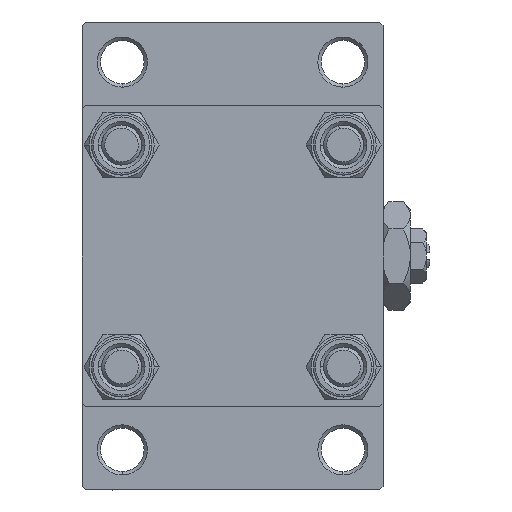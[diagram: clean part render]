
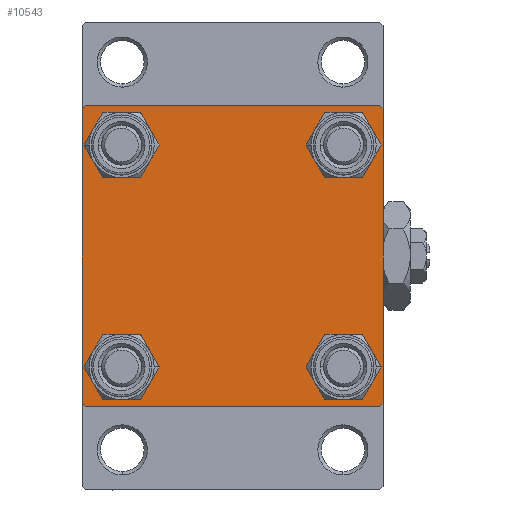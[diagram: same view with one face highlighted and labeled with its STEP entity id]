
A CAD part, left-side view. The second image highlights one B-rep face of the part: STEP entity #10543.
In plain terms, the highlighted planar face has unit normal (-1, 0, 0).
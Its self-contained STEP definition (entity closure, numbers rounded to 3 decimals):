
#174 = DIRECTION ( 'NONE',  ( 1., 0., 0. ) ) ;
#193 = CARTESIAN_POINT ( 'NONE',  ( 0., -22.5, -22. ) ) ;
#198 = CARTESIAN_POINT ( 'NONE',  ( 0., -16.6, -16.6 ) ) ;
#1084 = DIRECTION ( 'NONE',  ( 0., 0., 1. ) ) ;
#1121 = EDGE_LOOP ( 'NONE', ( #12516, #9748 ) ) ;
#2223 = VERTEX_POINT ( 'NONE', #21090 ) ;
#2381 = EDGE_CURVE ( 'NONE', #3816, #21177, #11663, .T. ) ;
#2444 = ORIENTED_EDGE ( 'NONE', *, *, #22529, .T. ) ;
#2612 = CIRCLE ( 'NONE', #31979, 3.5 ) ;
#2635 = FACE_BOUND ( 'NONE', #43605, .T. ) ;
#2666 = EDGE_CURVE ( 'NONE', #30725, #7930, #12829, .T. ) ;
#3162 = VERTEX_POINT ( 'NONE', #43302 ) ;
#3383 = DIRECTION ( 'NONE',  ( 0., 0., -1. ) ) ;
#3613 = CIRCLE ( 'NONE', #29775, 3.5 ) ;
#3638 = DIRECTION ( 'NONE',  ( 0., -1., 0. ) ) ;
#3696 = CARTESIAN_POINT ( 'NONE',  ( 0., 16.6, -16.6 ) ) ;
#3816 = VERTEX_POINT ( 'NONE', #27457 ) ;
#4402 = DIRECTION ( 'NONE',  ( 1., 0., 0. ) ) ;
#4584 = CARTESIAN_POINT ( 'NONE',  ( 0., -22., -22.5 ) ) ;
#4897 = AXIS2_PLACEMENT_3D ( 'NONE', #30232, #33718, #48842 ) ;
#5327 = CARTESIAN_POINT ( 'NONE',  ( 0., -22., 22.5 ) ) ;
#5385 = CARTESIAN_POINT ( 'NONE',  ( 0., 0., 0. ) ) ;
#5388 = ORIENTED_EDGE ( 'NONE', *, *, #42161, .T. ) ;
#6190 = EDGE_CURVE ( 'NONE', #16566, #2223, #2612, .T. ) ;
#6657 = EDGE_CURVE ( 'NONE', #16667, #37466, #33698, .T. ) ;
#7451 = EDGE_CURVE ( 'NONE', #29464, #17777, #22308, .T. ) ;
#7727 = LINE ( 'NONE', #41511, #35363 ) ;
#7734 = VERTEX_POINT ( 'NONE', #28503 ) ;
#7930 = VERTEX_POINT ( 'NONE', #13975 ) ;
#8610 = DIRECTION ( 'NONE',  ( 0., 0., 1. ) ) ;
#9000 = DIRECTION ( 'NONE',  ( 1., 0., 0. ) ) ;
#9748 = ORIENTED_EDGE ( 'NONE', *, *, #11209, .T. ) ;
#10543 = ADVANCED_FACE ( 'NONE', ( #20748, #2635, #31727, #47577, #24739 ), #24265, .T. ) ;
#11025 = CARTESIAN_POINT ( 'NONE',  ( 0., 22.25, 22.25 ) ) ;
#11104 = EDGE_LOOP ( 'NONE', ( #17045, #5388 ) ) ;
#11209 = EDGE_CURVE ( 'NONE', #2223, #16566, #3613, .T. ) ;
#11442 = EDGE_CURVE ( 'NONE', #26685, #7734, #38391, .T. ) ;
#11663 = LINE ( 'NONE', #31036, #38970 ) ;
#12034 = ORIENTED_EDGE ( 'NONE', *, *, #38417, .T. ) ;
#12090 = ORIENTED_EDGE ( 'NONE', *, *, #31342, .T. ) ;
#12429 = AXIS2_PLACEMENT_3D ( 'NONE', #18676, #30866, #38555 ) ;
#12516 = ORIENTED_EDGE ( 'NONE', *, *, #6190, .T. ) ;
#12767 = EDGE_CURVE ( 'NONE', #17777, #21177, #7727, .T. ) ;
#12829 = CIRCLE ( 'NONE', #4897, 3.5 ) ;
#13592 = CARTESIAN_POINT ( 'NONE',  ( 0., 22., -22.5 ) ) ;
#13975 = CARTESIAN_POINT ( 'NONE',  ( 0., -16.6, -20.1 ) ) ;
#14333 = ORIENTED_EDGE ( 'NONE', *, *, #12767, .T. ) ;
#15058 = CARTESIAN_POINT ( 'NONE',  ( 0., -16.6, 16.6 ) ) ;
#15321 = DIRECTION ( 'NONE',  ( 0., 0., 1. ) ) ;
#15444 = AXIS2_PLACEMENT_3D ( 'NONE', #5385, #39419, #17277 ) ;
#15724 = CARTESIAN_POINT ( 'NONE',  ( 0., 16.6, 16.6 ) ) ;
#15735 = CARTESIAN_POINT ( 'NONE',  ( 0., 16.6, -20.1 ) ) ;
#15748 = ORIENTED_EDGE ( 'NONE', *, *, #19599, .T. ) ;
#16317 = CARTESIAN_POINT ( 'NONE',  ( 0., 16.6, 20.1 ) ) ;
#16566 = VERTEX_POINT ( 'NONE', #16317 ) ;
#16667 = VERTEX_POINT ( 'NONE', #45093 ) ;
#16799 = CARTESIAN_POINT ( 'NONE',  ( 0., -16.6, -13.1 ) ) ;
#16812 = AXIS2_PLACEMENT_3D ( 'NONE', #3696, #18328, #25554 ) ;
#16848 = CARTESIAN_POINT ( 'NONE',  ( 0., 22.25, -22.25 ) ) ;
#16916 = VECTOR ( 'NONE', #3638, 1000. ) ;
#17045 = ORIENTED_EDGE ( 'NONE', *, *, #30465, .T. ) ;
#17277 = DIRECTION ( 'NONE',  ( 0., 0., 1. ) ) ;
#17777 = VERTEX_POINT ( 'NONE', #4584 ) ;
#18075 = VECTOR ( 'NONE', #29409, 1000. ) ;
#18328 = DIRECTION ( 'NONE',  ( 1., 0., 0. ) ) ;
#18676 = CARTESIAN_POINT ( 'NONE',  ( 0., 16.6, -16.6 ) ) ;
#19163 = AXIS2_PLACEMENT_3D ( 'NONE', #30983, #42389, #8610 ) ;
#19443 = VECTOR ( 'NONE', #26033, 1000. ) ;
#19599 = EDGE_CURVE ( 'NONE', #7930, #30725, #25153, .T. ) ;
#20006 = CIRCLE ( 'NONE', #16812, 3.5 ) ;
#20573 = LINE ( 'NONE', #16848, #19443 ) ;
#20735 = CIRCLE ( 'NONE', #19163, 3.5 ) ;
#20748 = FACE_BOUND ( 'NONE', #11104, .T. ) ;
#21044 = AXIS2_PLACEMENT_3D ( 'NONE', #15058, #174, #45357 ) ;
#21090 = CARTESIAN_POINT ( 'NONE',  ( 0., 16.6, 13.1 ) ) ;
#21177 = VERTEX_POINT ( 'NONE', #193 ) ;
#22308 = LINE ( 'NONE', #26054, #29630 ) ;
#22529 = EDGE_CURVE ( 'NONE', #3816, #37466, #35617, .T. ) ;
#22562 = DIRECTION ( 'NONE',  ( 0., -1., 0. ) ) ;
#23712 = VECTOR ( 'NONE', #31657, 1000. ) ;
#23788 = DIRECTION ( 'NONE',  ( 1., 0., 0. ) ) ;
#24265 = PLANE ( 'NONE',  #15444 ) ;
#24739 = FACE_OUTER_BOUND ( 'NONE', #33647, .T. ) ;
#25153 = CIRCLE ( 'NONE', #31524, 3.5 ) ;
#25554 = DIRECTION ( 'NONE',  ( 0., 0., 1. ) ) ;
#26033 = DIRECTION ( 'NONE',  ( 0., -0.707, -0.707 ) ) ;
#26054 = CARTESIAN_POINT ( 'NONE',  ( 0., 22.5, -22.5 ) ) ;
#26364 = DIRECTION ( 'NONE',  ( 0., -0.707, 0.707 ) ) ;
#26685 = VERTEX_POINT ( 'NONE', #43867 ) ;
#26955 = ORIENTED_EDGE ( 'NONE', *, *, #11442, .T. ) ;
#27047 = VERTEX_POINT ( 'NONE', #15735 ) ;
#27457 = CARTESIAN_POINT ( 'NONE',  ( 0., -22.5, 22. ) ) ;
#27518 = CARTESIAN_POINT ( 'NONE',  ( 0., 16.6, 16.6 ) ) ;
#27549 = DIRECTION ( 'NONE',  ( 0., 0., -1. ) ) ;
#28503 = CARTESIAN_POINT ( 'NONE',  ( 0., 22.5, -22. ) ) ;
#28839 = VERTEX_POINT ( 'NONE', #33585 ) ;
#28917 = LINE ( 'NONE', #11025, #18075 ) ;
#29409 = DIRECTION ( 'NONE',  ( 0., 0.707, -0.707 ) ) ;
#29464 = VERTEX_POINT ( 'NONE', #13592 ) ;
#29630 = VECTOR ( 'NONE', #22562, 1000. ) ;
#29775 = AXIS2_PLACEMENT_3D ( 'NONE', #27518, #23788, #38942 ) ;
#30221 = ORIENTED_EDGE ( 'NONE', *, *, #7451, .T. ) ;
#30232 = CARTESIAN_POINT ( 'NONE',  ( 0., -16.6, -16.6 ) ) ;
#30465 = EDGE_CURVE ( 'NONE', #28839, #45619, #20735, .T. ) ;
#30725 = VERTEX_POINT ( 'NONE', #16799 ) ;
#30866 = DIRECTION ( 'NONE',  ( 1., 0., 0. ) ) ;
#30983 = CARTESIAN_POINT ( 'NONE',  ( 0., -16.6, 16.6 ) ) ;
#31036 = CARTESIAN_POINT ( 'NONE',  ( 0., -22.5, 22.5 ) ) ;
#31342 = EDGE_CURVE ( 'NONE', #3162, #27047, #20006, .T. ) ;
#31524 = AXIS2_PLACEMENT_3D ( 'NONE', #198, #4402, #15321 ) ;
#31657 = DIRECTION ( 'NONE',  ( 0., 0.707, 0.707 ) ) ;
#31727 = FACE_BOUND ( 'NONE', #32705, .T. ) ;
#31979 = AXIS2_PLACEMENT_3D ( 'NONE', #15724, #9000, #1084 ) ;
#32705 = EDGE_LOOP ( 'NONE', ( #12090, #48570 ) ) ;
#33585 = CARTESIAN_POINT ( 'NONE',  ( 0., -16.6, 20.1 ) ) ;
#33647 = EDGE_LOOP ( 'NONE', ( #26955, #12034, #30221, #14333, #34384, #2444, #45650, #44553 ) ) ;
#33698 = LINE ( 'NONE', #48828, #16916 ) ;
#33718 = DIRECTION ( 'NONE',  ( 1., 0., 0. ) ) ;
#33752 = VECTOR ( 'NONE', #3383, 1000. ) ;
#34384 = ORIENTED_EDGE ( 'NONE', *, *, #2381, .F. ) ;
#35363 = VECTOR ( 'NONE', #26364, 1000. ) ;
#35617 = LINE ( 'NONE', #44021, #23712 ) ;
#37466 = VERTEX_POINT ( 'NONE', #5327 ) ;
#38391 = LINE ( 'NONE', #49054, #33752 ) ;
#38417 = EDGE_CURVE ( 'NONE', #7734, #29464, #20573, .T. ) ;
#38555 = DIRECTION ( 'NONE',  ( 0., 0., 1. ) ) ;
#38942 = DIRECTION ( 'NONE',  ( 0., 0., 1. ) ) ;
#38970 = VECTOR ( 'NONE', #27549, 1000. ) ;
#39419 = DIRECTION ( 'NONE',  ( -1., 0., 0. ) ) ;
#41511 = CARTESIAN_POINT ( 'NONE',  ( 0., -22.25, -22.25 ) ) ;
#41562 = ORIENTED_EDGE ( 'NONE', *, *, #2666, .T. ) ;
#42161 = EDGE_CURVE ( 'NONE', #45619, #28839, #43255, .T. ) ;
#42389 = DIRECTION ( 'NONE',  ( 1., 0., 0. ) ) ;
#43255 = CIRCLE ( 'NONE', #21044, 3.5 ) ;
#43302 = CARTESIAN_POINT ( 'NONE',  ( 0., 16.6, -13.1 ) ) ;
#43605 = EDGE_LOOP ( 'NONE', ( #41562, #15748 ) ) ;
#43867 = CARTESIAN_POINT ( 'NONE',  ( 0., 22.5, 22. ) ) ;
#44021 = CARTESIAN_POINT ( 'NONE',  ( 0., -22.25, 22.25 ) ) ;
#44553 = ORIENTED_EDGE ( 'NONE', *, *, #47361, .T. ) ;
#44589 = EDGE_CURVE ( 'NONE', #27047, #3162, #45760, .T. ) ;
#44708 = CARTESIAN_POINT ( 'NONE',  ( 0., -16.6, 13.1 ) ) ;
#45093 = CARTESIAN_POINT ( 'NONE',  ( 0., 22., 22.5 ) ) ;
#45357 = DIRECTION ( 'NONE',  ( 0., 0., 1. ) ) ;
#45619 = VERTEX_POINT ( 'NONE', #44708 ) ;
#45650 = ORIENTED_EDGE ( 'NONE', *, *, #6657, .F. ) ;
#45760 = CIRCLE ( 'NONE', #12429, 3.5 ) ;
#47361 = EDGE_CURVE ( 'NONE', #16667, #26685, #28917, .T. ) ;
#47577 = FACE_BOUND ( 'NONE', #1121, .T. ) ;
#48570 = ORIENTED_EDGE ( 'NONE', *, *, #44589, .T. ) ;
#48828 = CARTESIAN_POINT ( 'NONE',  ( 0., 22.5, 22.5 ) ) ;
#48842 = DIRECTION ( 'NONE',  ( 0., 0., 1. ) ) ;
#49054 = CARTESIAN_POINT ( 'NONE',  ( 0., 22.5, 22.5 ) ) ;
